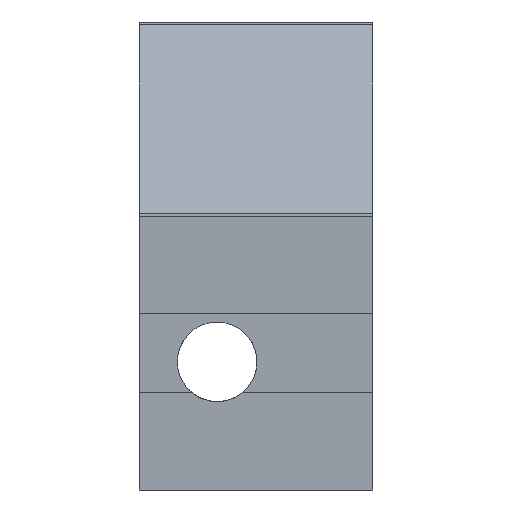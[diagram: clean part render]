
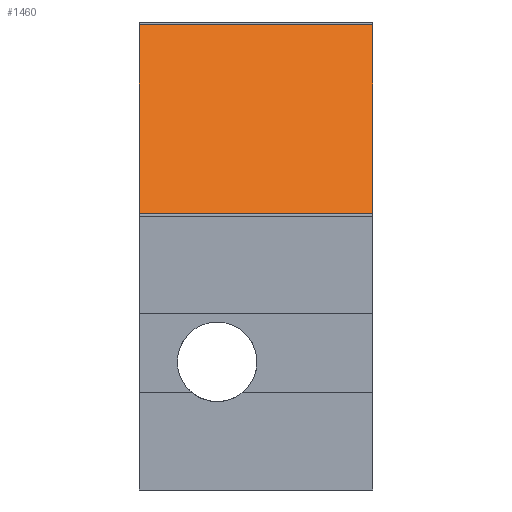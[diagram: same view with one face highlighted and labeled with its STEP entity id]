
A CAD part, left-side view. The second image highlights one B-rep face of the part: STEP entity #1460.
In plain terms, the highlighted planar face has unit normal (-0.707, 0, 0.707).
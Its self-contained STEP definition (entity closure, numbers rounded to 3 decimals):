
#259=ORIENTED_EDGE('',*,*,#540,.T.);
#260=ORIENTED_EDGE('',*,*,#634,.T.);
#261=ORIENTED_EDGE('',*,*,#590,.F.);
#262=ORIENTED_EDGE('',*,*,#635,.T.);
#540=EDGE_CURVE('',#746,#745,#888,.T.);
#590=EDGE_CURVE('',#791,#792,#936,.T.);
#634=EDGE_CURVE('',#745,#792,#966,.T.);
#635=EDGE_CURVE('',#791,#746,#967,.T.);
#745=VERTEX_POINT('',#2118);
#746=VERTEX_POINT('',#2120);
#791=VERTEX_POINT('',#2215);
#792=VERTEX_POINT('',#2217);
#888=LINE('',#2119,#1068);
#936=LINE('',#2216,#1116);
#966=LINE('',#2294,#1146);
#967=LINE('',#2295,#1147);
#1068=VECTOR('',#1699,1000.);
#1116=VECTOR('',#1753,1000.);
#1146=VECTOR('',#1841,1000.);
#1147=VECTOR('',#1842,1000.);
#1231=EDGE_LOOP('',(#259,#260,#261,#262));
#1323=FACE_BOUND('',#1231,.T.);
#1404=PLANE('',#1565);
#1460=ADVANCED_FACE('',(#1323),#1404,.F.);
#1565=AXIS2_PLACEMENT_3D('',#2293,#1839,#1840);
#1699=DIRECTION('',(0.707,0.,0.707));
#1753=DIRECTION('',(0.707,0.,0.707));
#1839=DIRECTION('',(0.707,0.,-0.707));
#1840=DIRECTION('',(-0.707,0.,-0.707));
#1841=DIRECTION('',(0.,1.,0.));
#1842=DIRECTION('',(0.,-1.,0.));
#2118=CARTESIAN_POINT('',(-23.146,0.,12.354));
#2119=CARTESIAN_POINT('',(-33.,0.,2.5));
#2120=CARTESIAN_POINT('',(-32.854,0.,2.646));
#2215=CARTESIAN_POINT('',(-32.854,12.,2.646));
#2216=CARTESIAN_POINT('',(-17.75,12.,17.75));
#2217=CARTESIAN_POINT('',(-23.146,12.,12.354));
#2293=CARTESIAN_POINT('',(-33.,64.707,2.5));
#2294=CARTESIAN_POINT('',(-23.146,12.,12.354));
#2295=CARTESIAN_POINT('',(-32.854,0.,2.646));
